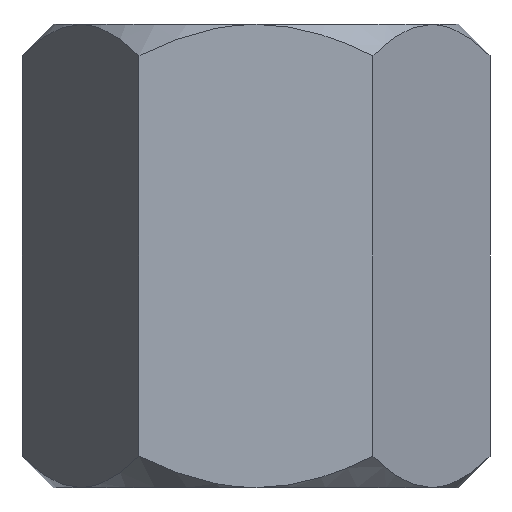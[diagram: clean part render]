
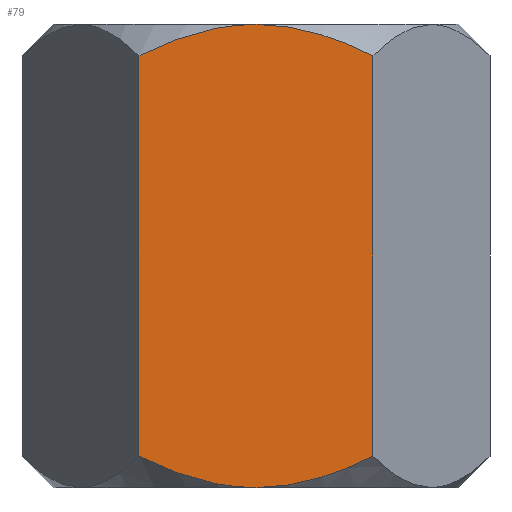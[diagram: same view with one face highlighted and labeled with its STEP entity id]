
A CAD part, front view. The second image highlights one B-rep face of the part: STEP entity #79.
In plain terms, the highlighted planar face has unit normal (0, -1, 0).
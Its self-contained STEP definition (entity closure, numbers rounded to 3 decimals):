
#79 = ADVANCED_FACE( '', ( #163 ), #164, .F. );
#163 = FACE_OUTER_BOUND( '', #244, .T. );
#164 = PLANE( '', #245 );
#244 = EDGE_LOOP( '', ( #389, #390, #391, #392, #393, #394 ) );
#245 = AXIS2_PLACEMENT_3D( '', #395, #396, #397 );
#389 = ORIENTED_EDGE( '', *, *, #476, .F. );
#390 = ORIENTED_EDGE( '', *, *, #483, .F. );
#391 = ORIENTED_EDGE( '', *, *, #456, .T. );
#392 = ORIENTED_EDGE( '', *, *, #504, .T. );
#393 = ORIENTED_EDGE( '', *, *, #493, .T. );
#394 = ORIENTED_EDGE( '', *, *, #498, .F. );
#395 = CARTESIAN_POINT( '', ( -2.021, -3.5, 4. ) );
#396 = DIRECTION( '', ( 0., 1., 0. ) );
#397 = DIRECTION( '', ( -1., 0., 0. ) );
#456 = EDGE_CURVE( '', #526, #528, #530, .F. );
#476 = EDGE_CURVE( '', #563, #557, #564, .F. );
#483 = EDGE_CURVE( '', #526, #563, #573, .T. );
#493 = EDGE_CURVE( '', #586, #584, #587, .T. );
#498 = EDGE_CURVE( '', #557, #584, #593, .F. );
#504 = EDGE_CURVE( '', #528, #586, #600, .F. );
#526 = VERTEX_POINT( '', #635 );
#528 = VERTEX_POINT( '', #642 );
#530 = B_SPLINE_CURVE_WITH_KNOTS( '', 3, ( #644, #645, #646, #647, #648, #649, #650, #651 ), .UNSPECIFIED., .F., .F., ( 4, 2, 2, 4 ), ( 0.006, 0.007, 0.007, 0.008 ), .UNSPECIFIED. );
#557 = VERTEX_POINT( '', #702 );
#563 = VERTEX_POINT( '', #708 );
#564 = B_SPLINE_CURVE_WITH_KNOTS( '', 3, ( #709, #710, #711, #712, #713, #714, #715, #716 ), .UNSPECIFIED., .F., .F., ( 4, 2, 2, 4 ), ( 0.006, 0.007, 0.007, 0.008 ), .UNSPECIFIED. );
#573 = LINE( '', #738, #739 );
#584 = VERTEX_POINT( '', #762 );
#586 = VERTEX_POINT( '', #771 );
#587 = LINE( '', #772, #773 );
#593 = B_SPLINE_CURVE_WITH_KNOTS( '', 3, ( #792, #793, #794, #795, #796, #797, #798, #799 ), .UNSPECIFIED., .F., .F., ( 4, 2, 2, 4 ), ( 0.004, 0.005, 0.005, 0.006 ), .UNSPECIFIED. );
#600 = B_SPLINE_CURVE_WITH_KNOTS( '', 3, ( #820, #821, #822, #823, #824, #825, #826, #827 ), .UNSPECIFIED., .F., .F., ( 4, 2, 2, 4 ), ( 0.004, 0.005, 0.005, 0.006 ), .UNSPECIFIED. );
#635 = CARTESIAN_POINT( '', ( 2.021, -3.5, 3.459 ) );
#642 = CARTESIAN_POINT( '', ( 0., -3.5, 4. ) );
#644 = CARTESIAN_POINT( '', ( 0., -3.5, 4. ) );
#645 = CARTESIAN_POINT( '', ( 0.355, -3.5, 4. ) );
#646 = CARTESIAN_POINT( '', ( 0.701, -3.5, 3.945 ) );
#647 = CARTESIAN_POINT( '', ( 1.209, -3.5, 3.801 ) );
#648 = CARTESIAN_POINT( '', ( 1.378, -3.5, 3.742 ) );
#649 = CARTESIAN_POINT( '', ( 1.705, -3.5, 3.61 ) );
#650 = CARTESIAN_POINT( '', ( 1.864, -3.5, 3.537 ) );
#651 = CARTESIAN_POINT( '', ( 2.021, -3.5, 3.459 ) );
#702 = CARTESIAN_POINT( '', ( 0., -3.5, -4. ) );
#708 = CARTESIAN_POINT( '', ( 2.021, -3.5, -3.459 ) );
#709 = CARTESIAN_POINT( '', ( 0., -3.5, -4. ) );
#710 = CARTESIAN_POINT( '', ( 0.355, -3.5, -4. ) );
#711 = CARTESIAN_POINT( '', ( 0.701, -3.5, -3.945 ) );
#712 = CARTESIAN_POINT( '', ( 1.209, -3.5, -3.801 ) );
#713 = CARTESIAN_POINT( '', ( 1.378, -3.5, -3.742 ) );
#714 = CARTESIAN_POINT( '', ( 1.705, -3.5, -3.61 ) );
#715 = CARTESIAN_POINT( '', ( 1.864, -3.5, -3.537 ) );
#716 = CARTESIAN_POINT( '', ( 2.021, -3.5, -3.459 ) );
#738 = CARTESIAN_POINT( '', ( 2.021, -3.5, 4. ) );
#739 = VECTOR( '', #910, 1000. );
#762 = CARTESIAN_POINT( '', ( -2.021, -3.5, -3.459 ) );
#771 = CARTESIAN_POINT( '', ( -2.021, -3.5, 3.459 ) );
#772 = CARTESIAN_POINT( '', ( -2.021, -3.5, 4. ) );
#773 = VECTOR( '', #920, 1000. );
#792 = CARTESIAN_POINT( '', ( -2.021, -3.5, -3.459 ) );
#793 = CARTESIAN_POINT( '', ( -1.707, -3.5, -3.615 ) );
#794 = CARTESIAN_POINT( '', ( -1.378, -3.5, -3.753 ) );
#795 = CARTESIAN_POINT( '', ( -0.872, -3.5, -3.897 ) );
#796 = CARTESIAN_POINT( '', ( -0.702, -3.5, -3.934 ) );
#797 = CARTESIAN_POINT( '', ( -0.355, -3.5, -3.986 ) );
#798 = CARTESIAN_POINT( '', ( -0.177, -3.5, -4. ) );
#799 = CARTESIAN_POINT( '', ( 0., -3.5, -4. ) );
#820 = CARTESIAN_POINT( '', ( -2.021, -3.5, 3.459 ) );
#821 = CARTESIAN_POINT( '', ( -1.707, -3.5, 3.615 ) );
#822 = CARTESIAN_POINT( '', ( -1.378, -3.5, 3.753 ) );
#823 = CARTESIAN_POINT( '', ( -0.872, -3.5, 3.897 ) );
#824 = CARTESIAN_POINT( '', ( -0.702, -3.5, 3.934 ) );
#825 = CARTESIAN_POINT( '', ( -0.355, -3.5, 3.986 ) );
#826 = CARTESIAN_POINT( '', ( -0.177, -3.5, 4. ) );
#827 = CARTESIAN_POINT( '', ( 0., -3.5, 4. ) );
#910 = DIRECTION( '', ( 0., 0., -1. ) );
#920 = DIRECTION( '', ( 0., 0., -1. ) );
